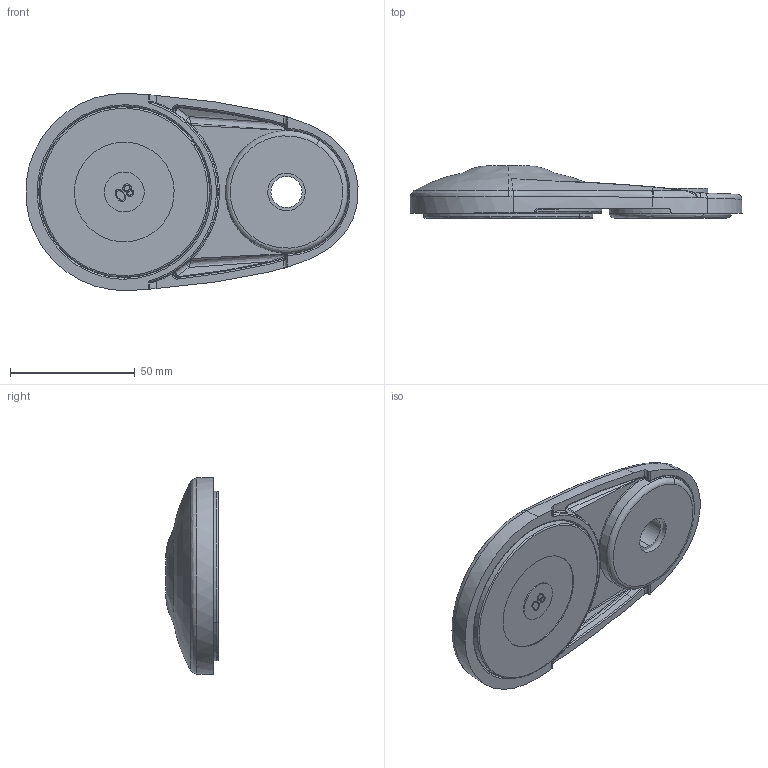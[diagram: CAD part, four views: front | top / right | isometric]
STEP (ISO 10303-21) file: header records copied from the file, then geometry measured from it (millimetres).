
FILE_DESCRIPTION (( 'STEP AP203' ), '1' );
FILE_NAME ('162933.step', '2023-01-11T15:32:35', ( '' ), ( '' ), 'SwSTEP 2.0', 'SolidWorks 2021', '' );
FILE_SCHEMA (( 'CONFIG_CONTROL_DESIGN' ));
Length unit declared in the file: inch
Products named in the file (1): 162933
Bounding box: 133.01 x 21 x 78.9 mm (x, y, z)
Volume: 98591 mm3; surface area: 37458.3 mm2
Topology: 3 solids, 3 shells, 252 faces, 589 edges, 343 vertices
Faces by surface type: bspline 172, cylinder 36, plane 30, cone 12, torus 2
Entity records: 13717 total; most frequent: CARTESIAN_POINT 9027, ORIENTED_EDGE 1146, DIRECTION 682, EDGE_CURVE 573, VERTEX_POINT 343, AXIS2_PLACEMENT_3D 292, EDGE_LOOP 272, ADVANCED_FACE 252
